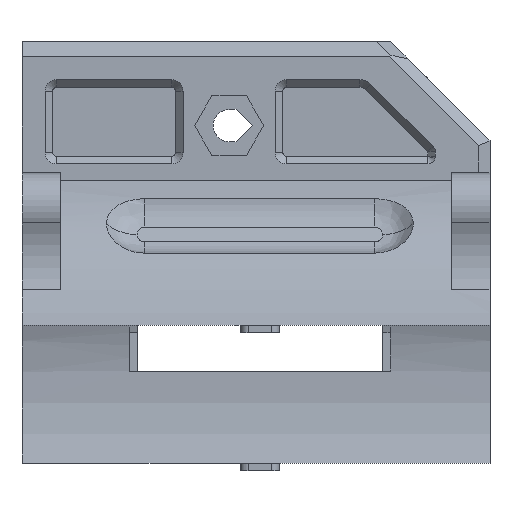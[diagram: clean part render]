
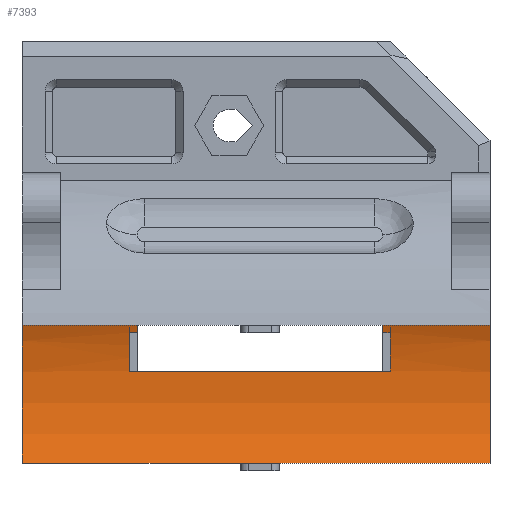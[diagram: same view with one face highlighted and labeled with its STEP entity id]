
A CAD part, left-side view. The second image highlights one B-rep face of the part: STEP entity #7393.
In plain terms, the highlighted cylindrical face has radius 25 mm (diameter 50 mm), a partial arc.
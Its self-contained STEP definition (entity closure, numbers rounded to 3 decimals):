
#792=CARTESIAN_POINT('',(23.,0.,9.798));
#793=VERTEX_POINT('',#792);
#800=CARTESIAN_POINT('',(22.913,0.,-10.));
#801=VERTEX_POINT('',#800);
#802=CARTESIAN_POINT('',(-0.,0.,-0.));
#803=DIRECTION('',(0.,1.,0.));
#804=DIRECTION('',(0.,-0.,1.));
#805=AXIS2_PLACEMENT_3D('',#802,#803,#804);
#806=CIRCLE('',#805,25.);
#807=EDGE_CURVE('',#793,#801,#806,.T.);
#948=CARTESIAN_POINT('',(22.913,61.,-10.));
#949=VERTEX_POINT('',#948);
#956=CARTESIAN_POINT('',(23.,61.,9.798));
#957=VERTEX_POINT('',#956);
#958=CARTESIAN_POINT('',(-0.,61.,-0.));
#959=DIRECTION('',(0.,1.,0.));
#960=DIRECTION('',(0.,-0.,1.));
#961=AXIS2_PLACEMENT_3D('',#958,#959,#960);
#962=CIRCLE('',#961,25.);
#963=EDGE_CURVE('',#957,#949,#962,.T.);
#5863=CARTESIAN_POINT('',(24.92,47.05,2.));
#5864=VERTEX_POINT('',#5863);
#5871=CARTESIAN_POINT('',(24.92,13.,2.));
#5872=VERTEX_POINT('',#5871);
#5873=CARTESIAN_POINT('',(24.92,47.05,2.));
#5874=DIRECTION('',(-0.,-1.,-0.));
#5875=VECTOR('',#5874,34.05);
#5876=LINE('',#5873,#5875);
#5877=EDGE_CURVE('',#5864,#5872,#5876,.T.);
#7267=CARTESIAN_POINT('',(23.,14.,9.798));
#7268=VERTEX_POINT('',#7267);
#7275=CARTESIAN_POINT('',(23.,0.,9.798));
#7276=DIRECTION('',(0.,1.,0.));
#7277=VECTOR('',#7276,14.);
#7278=LINE('',#7275,#7277);
#7279=EDGE_CURVE('',#793,#7268,#7278,.T.);
#7291=CARTESIAN_POINT('',(23.,46.,9.798));
#7292=VERTEX_POINT('',#7291);
#7301=CARTESIAN_POINT('',(23.,46.,9.798));
#7302=DIRECTION('',(0.,1.,0.));
#7303=VECTOR('',#7302,15.);
#7304=LINE('',#7301,#7303);
#7305=EDGE_CURVE('',#7292,#957,#7304,.T.);
#7327=CARTESIAN_POINT('',(-0.,0.,-0.));
#7328=DIRECTION('',(0.,1.,0.));
#7329=DIRECTION('',(0.,-0.,1.));
#7330=AXIS2_PLACEMENT_3D('',#7327,#7328,#7329);
#7331=CYLINDRICAL_SURFACE('',#7330,25.);
#7332=CARTESIAN_POINT('',(24.,47.05,7.));
#7333=VERTEX_POINT('',#7332);
#7334=CARTESIAN_POINT('',(-0.,47.05,-0.));
#7335=DIRECTION('',(-0.,-1.,-0.));
#7336=DIRECTION('',(0.,-0.,1.));
#7337=AXIS2_PLACEMENT_3D('',#7334,#7335,#7336);
#7338=CIRCLE('',#7337,25.);
#7339=EDGE_CURVE('',#5864,#7333,#7338,.T.);
#7340=ORIENTED_EDGE('',*,*,#7339,.T.);
#7341=CARTESIAN_POINT('',(24.,46.,7.));
#7342=VERTEX_POINT('',#7341);
#7343=CARTESIAN_POINT('',(24.,47.05,7.));
#7344=DIRECTION('',(-0.,-1.,-0.));
#7345=VECTOR('',#7344,1.05);
#7346=LINE('',#7343,#7345);
#7347=EDGE_CURVE('',#7333,#7342,#7346,.T.);
#7348=ORIENTED_EDGE('',*,*,#7347,.T.);
#7349=CARTESIAN_POINT('',(-0.,46.,-0.));
#7350=DIRECTION('',(-0.,1.,-0.));
#7351=DIRECTION('',(0.,0.,-1.));
#7352=AXIS2_PLACEMENT_3D('',#7349,#7350,#7351);
#7353=CIRCLE('',#7352,25.);
#7354=EDGE_CURVE('',#7292,#7342,#7353,.T.);
#7355=ORIENTED_EDGE('',*,*,#7354,.F.);
#7356=ORIENTED_EDGE('',*,*,#7305,.T.);
#7357=ORIENTED_EDGE('',*,*,#963,.T.);
#7358=CARTESIAN_POINT('',(22.913,0.,-10.));
#7359=DIRECTION('',(0.,1.,0.));
#7360=VECTOR('',#7359,61.);
#7361=LINE('',#7358,#7360);
#7362=EDGE_CURVE('',#801,#949,#7361,.T.);
#7363=ORIENTED_EDGE('',*,*,#7362,.F.);
#7364=ORIENTED_EDGE('',*,*,#807,.F.);
#7365=ORIENTED_EDGE('',*,*,#7279,.T.);
#7366=CARTESIAN_POINT('',(24.,14.,7.));
#7367=VERTEX_POINT('',#7366);
#7368=CARTESIAN_POINT('',(-0.,14.,-0.));
#7369=DIRECTION('',(-0.,-1.,-0.));
#7370=DIRECTION('',(0.,-0.,1.));
#7371=AXIS2_PLACEMENT_3D('',#7368,#7369,#7370);
#7372=CIRCLE('',#7371,25.);
#7373=EDGE_CURVE('',#7367,#7268,#7372,.T.);
#7374=ORIENTED_EDGE('',*,*,#7373,.F.);
#7375=CARTESIAN_POINT('',(24.,13.,7.));
#7376=VERTEX_POINT('',#7375);
#7377=CARTESIAN_POINT('',(24.,13.,7.));
#7378=DIRECTION('',(0.,1.,0.));
#7379=VECTOR('',#7378,1.);
#7380=LINE('',#7377,#7379);
#7381=EDGE_CURVE('',#7376,#7367,#7380,.T.);
#7382=ORIENTED_EDGE('',*,*,#7381,.F.);
#7383=CARTESIAN_POINT('',(-0.,13.,-0.));
#7384=DIRECTION('',(-0.,-1.,-0.));
#7385=DIRECTION('',(0.,-0.,1.));
#7386=AXIS2_PLACEMENT_3D('',#7383,#7384,#7385);
#7387=CIRCLE('',#7386,25.);
#7388=EDGE_CURVE('',#5872,#7376,#7387,.T.);
#7389=ORIENTED_EDGE('',*,*,#7388,.F.);
#7390=ORIENTED_EDGE('',*,*,#5877,.F.);
#7391=EDGE_LOOP('',(#7340,#7348,#7355,#7356,#7357,#7363,#7364,#7365,#7374,#7382,#7389,#7390));
#7392=FACE_BOUND('',#7391,.T.);
#7393=ADVANCED_FACE('',(#7392),#7331,.F.);
